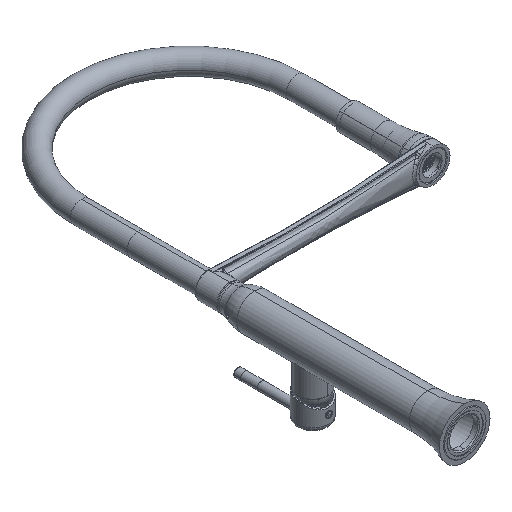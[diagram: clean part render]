
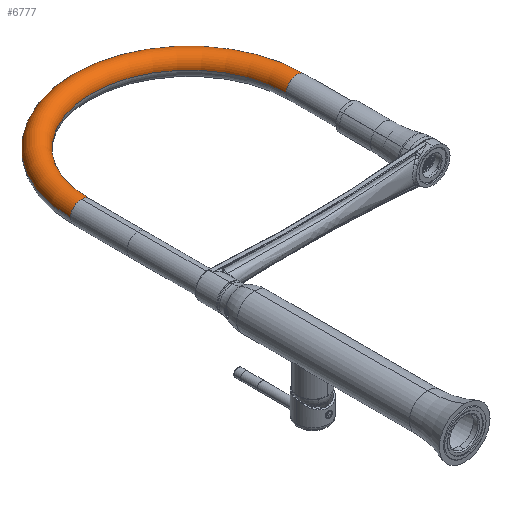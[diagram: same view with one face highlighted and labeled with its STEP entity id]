
A CAD part, isometric view. The second image highlights one B-rep face of the part: STEP entity #6777.
In plain terms, the highlighted toroidal (fillet/blend) face has major radius 115 mm and minor radius 11.5 mm.
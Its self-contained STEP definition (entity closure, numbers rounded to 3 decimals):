
#108 = AXIS2_PLACEMENT_3D ( 'NONE', #2503, #17854, #8153 ) ;
#475 = DIRECTION ( 'NONE',  ( 0., 0., -1. ) ) ;
#635 = DIRECTION ( 'NONE',  ( 0., 0., 1. ) ) ;
#1454 = CIRCLE ( 'NONE', #22528, 11.5 ) ;
#1730 = DIRECTION ( 'NONE',  ( -1., 0., 0. ) ) ;
#1850 = CIRCLE ( 'NONE', #18338, 11.5 ) ;
#2422 = ORIENTED_EDGE ( 'NONE', *, *, #3308, .T. ) ;
#2503 = CARTESIAN_POINT ( 'NONE',  ( 115., 408.8, 0. ) ) ;
#3308 = EDGE_CURVE ( 'NONE', #26682, #13228, #30072, .T. ) ;
#3743 = CARTESIAN_POINT ( 'NONE',  ( 241.5, 408.8, 0. ) ) ;
#5126 = AXIS2_PLACEMENT_3D ( 'NONE', #26148, #28690, #1730 ) ;
#5383 = DIRECTION ( 'NONE',  ( 0., 0., 1. ) ) ;
#5885 = EDGE_LOOP ( 'NONE', ( #25947, #20015, #27155, #2422, #24574 ) ) ;
#6065 = EDGE_CURVE ( 'NONE', #6485, #26682, #1454, .T. ) ;
#6485 = VERTEX_POINT ( 'NONE', #28352 ) ;
#6613 = VERTEX_POINT ( 'NONE', #19431 ) ;
#6777 = ADVANCED_FACE ( 'NONE', ( #9785 ), #27220, .T. ) ;
#8153 = DIRECTION ( 'NONE',  ( -1., 0., 0. ) ) ;
#8343 = CIRCLE ( 'NONE', #10283, 126.5 ) ;
#9785 = FACE_OUTER_BOUND ( 'NONE', #5885, .T. ) ;
#9817 = EDGE_CURVE ( 'NONE', #29779, #13228, #1850, .T. ) ;
#10010 = CARTESIAN_POINT ( 'NONE',  ( 0., 408.8, 0. ) ) ;
#10199 = DIRECTION ( 'NONE',  ( 0., -1., 0. ) ) ;
#10283 = AXIS2_PLACEMENT_3D ( 'NONE', #17724, #475, #15172 ) ;
#13228 = VERTEX_POINT ( 'NONE', #28254 ) ;
#13772 = AXIS2_PLACEMENT_3D ( 'NONE', #15539, #29943, #635 ) ;
#15172 = DIRECTION ( 'NONE',  ( -1., 0., 0. ) ) ;
#15539 = CARTESIAN_POINT ( 'NONE',  ( 0., 408.8, 0. ) ) ;
#17671 = EDGE_CURVE ( 'NONE', #6613, #29779, #8343, .T. ) ;
#17724 = CARTESIAN_POINT ( 'NONE',  ( 115., 408.8, 0. ) ) ;
#17854 = DIRECTION ( 'NONE',  ( 0., 0., -1. ) ) ;
#18338 = AXIS2_PLACEMENT_3D ( 'NONE', #19545, #10199, #5383 ) ;
#18799 = EDGE_CURVE ( 'NONE', #6613, #6485, #20469, .T. ) ;
#19431 = CARTESIAN_POINT ( 'NONE',  ( -11.5, 408.8, 0. ) ) ;
#19545 = CARTESIAN_POINT ( 'NONE',  ( 230., 408.8, 0. ) ) ;
#20015 = ORIENTED_EDGE ( 'NONE', *, *, #18799, .T. ) ;
#20235 = CARTESIAN_POINT ( 'NONE',  ( 11.5, 408.8, 0. ) ) ;
#20469 = CIRCLE ( 'NONE', #13772, 11.5 ) ;
#22528 = AXIS2_PLACEMENT_3D ( 'NONE', #10010, #24671, #29515 ) ;
#24574 = ORIENTED_EDGE ( 'NONE', *, *, #9817, .F. ) ;
#24671 = DIRECTION ( 'NONE',  ( 0., 1., 0. ) ) ;
#25947 = ORIENTED_EDGE ( 'NONE', *, *, #17671, .F. ) ;
#26148 = CARTESIAN_POINT ( 'NONE',  ( 115., 408.8, 0. ) ) ;
#26682 = VERTEX_POINT ( 'NONE', #20235 ) ;
#27155 = ORIENTED_EDGE ( 'NONE', *, *, #6065, .T. ) ;
#27220 = TOROIDAL_SURFACE ( 'NONE', #108, 115., 11.5 ) ;
#28254 = CARTESIAN_POINT ( 'NONE',  ( 218.5, 408.8, 0. ) ) ;
#28352 = CARTESIAN_POINT ( 'NONE',  ( 0., 408.8, 11.5 ) ) ;
#28690 = DIRECTION ( 'NONE',  ( 0., 0., -1. ) ) ;
#29515 = DIRECTION ( 'NONE',  ( 0., 0., 1. ) ) ;
#29779 = VERTEX_POINT ( 'NONE', #3743 ) ;
#29943 = DIRECTION ( 'NONE',  ( 0., 1., 0. ) ) ;
#30072 = CIRCLE ( 'NONE', #5126, 103.5 ) ;
